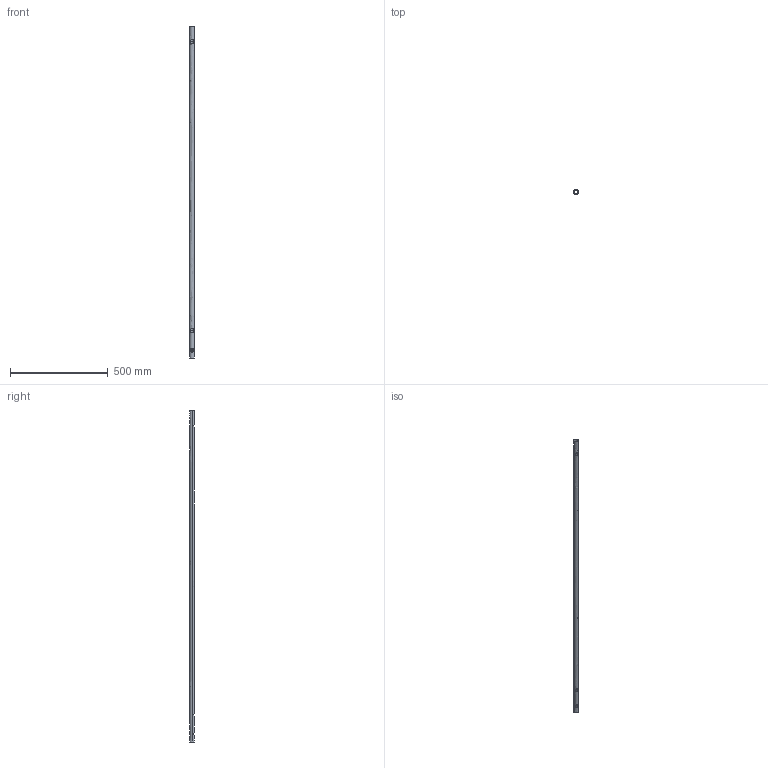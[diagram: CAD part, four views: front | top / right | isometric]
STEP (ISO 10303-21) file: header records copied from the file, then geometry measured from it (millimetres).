
FILE_DESCRIPTION(/* description */ (''),/* implementation_level */ '2;1');
FILE_NAME(/* name */ 'TUBEIN~2',/* time_stamp */ '2023-05-30T14:52:00+02:00',/* author */ (''),/* organization */ (''),/* preprocessor_version */ 'ST-DEVELOPER v16.5',/* originating_system */ '',/* authorisation */ '');
FILE_SCHEMA (('AUTOMOTIVE_DESIGN'));
Length unit declared in the file: metre
Products named in the file (1): Document
Bounding box: 25 x 25 x 1700 mm (x, y, z)
Volume: 186691.3 mm3; surface area: 249853.3 mm2
Topology: 1 solids, 2 shells, 19 faces, 52 edges, 36 vertices
Faces by surface type: bspline 16, plane 3
Entity records: 1112 total; most frequent: CARTESIAN_POINT 753, ORIENTED_EDGE 98, EDGE_CURVE 50, B_SPLINE_CURVE_WITH_KNOTS 40, EDGE_LOOP 34, VERTEX_POINT 34, ADVANCED_FACE 19, FACE_OUTER_BOUND 19
